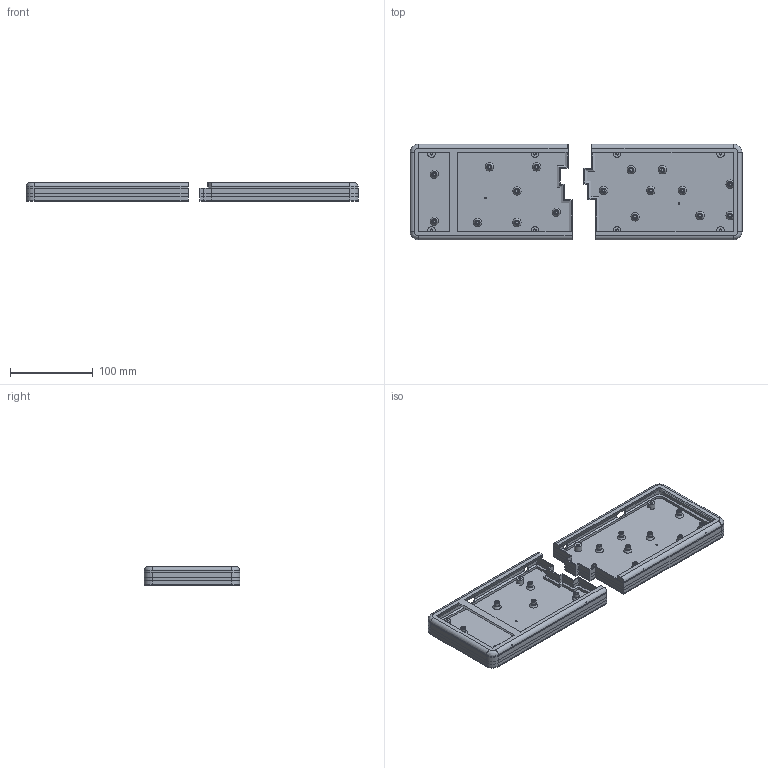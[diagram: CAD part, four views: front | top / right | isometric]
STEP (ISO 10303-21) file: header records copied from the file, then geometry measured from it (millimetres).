
FILE_DESCRIPTION(/* description */ (''),/* implementation_level */ '2;1');
FILE_NAME(/* name */ 'Quefrency V2 Case.step',/* time_stamp */ '2020-10-14T23:08:09-04:00',/* author */ (''),/* organization */ (''),/* preprocessor_version */ 'ST-DEVELOPER v18.1',/* originating_system */ 'Autodesk Translation Framework v9.3.0.1241',/* authorisation */ '');
FILE_SCHEMA (('AUTOMOTIVE_DESIGN { 1 0 10303 214 3 1 1 }'));
Length unit declared in the file: millimetre
Products named in the file (3): Quefrency V2 Case; Left Case; Right Case
Assembly tree (2 placements, depth 2):
  Quefrency V2 Case
    Left Case
    Right Case
Bounding box: 401.46 x 115.54 x 22.5 mm (x, y, z)
Volume: 148086.5 mm3; surface area: 178341 mm2
Topology: 12 solids, 20 shells, 581 faces, 1332 edges, 867 vertices
Faces by surface type: plane 388, cylinder 127, cone 53, bspline 13
Full cylindrical faces by diameter (mm): 2.146 x1, 3 x4, 3.1 x16, 3.3 x17, 3.4 x8, 3.55 x4, 6 x34, 9 x8
Entity records: 16778 total; most frequent: CARTESIAN_POINT 3329, DIRECTION 2790, ORIENTED_EDGE 2664, EDGE_CURVE 1332, AXIS2_PLACEMENT_3D 931, LINE 928, VECTOR 928, VERTEX_POINT 867
